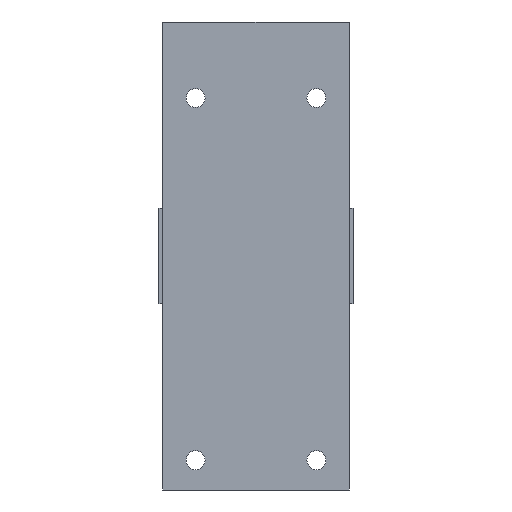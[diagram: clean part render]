
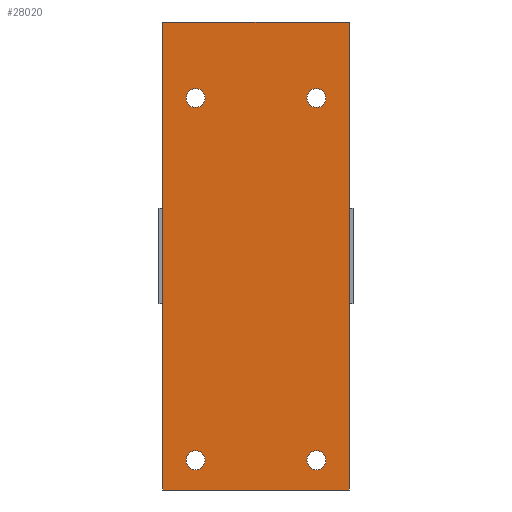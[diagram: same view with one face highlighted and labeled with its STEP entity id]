
A CAD part, front view. The second image highlights one B-rep face of the part: STEP entity #28020.
In plain terms, the highlighted planar face has unit normal (0, -1, 0).
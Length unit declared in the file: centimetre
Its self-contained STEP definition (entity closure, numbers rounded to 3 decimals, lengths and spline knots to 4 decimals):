
#173 = CARTESIAN_POINT ( 'NONE',  ( 1.47, -0.3, 0. ) ) ;
#307 = CIRCLE ( 'NONE', #20097, 0.15 ) ;
#845 = EDGE_CURVE ( 'NONE', #8658, #20134, #25186, .T. ) ;
#867 = CARTESIAN_POINT ( 'NONE',  ( 1.47, -0.3, 3.6925 ) ) ;
#1416 = CIRCLE ( 'NONE', #24669, 0.15 ) ;
#2596 = EDGE_CURVE ( 'NONE', #19029, #6169, #34594, .T. ) ;
#2602 = AXIS2_PLACEMENT_3D ( 'NONE', #23776, #9935, #4801 ) ;
#3027 = CARTESIAN_POINT ( 'NONE',  ( 0.9525, -0.3, -3.0725 ) ) ;
#3062 = EDGE_CURVE ( 'NONE', #17900, #20037, #307, .T. ) ;
#3076 = CARTESIAN_POINT ( 'NONE',  ( -1.47, -0.3, -3.6925 ) ) ;
#3275 = DIRECTION ( 'NONE',  ( 0., 0., -1. ) ) ;
#3530 = EDGE_CURVE ( 'NONE', #20134, #8658, #7025, .T. ) ;
#3676 = DIRECTION ( 'NONE',  ( 0., 1., 0. ) ) ;
#3723 = DIRECTION ( 'NONE',  ( 0., 1., 0. ) ) ;
#4000 = DIRECTION ( 'NONE',  ( -1., 0., 0. ) ) ;
#4096 = DIRECTION ( 'NONE',  ( 0., 0., 1. ) ) ;
#4455 = FACE_BOUND ( 'NONE', #30748, .T. ) ;
#4518 = ORIENTED_EDGE ( 'NONE', *, *, #24656, .F. ) ;
#4801 = DIRECTION ( 'NONE',  ( 0., 0., 1. ) ) ;
#5683 = DIRECTION ( 'NONE',  ( 0., 0., 1. ) ) ;
#6169 = VERTEX_POINT ( 'NONE', #6913 ) ;
#6176 = LINE ( 'NONE', #173, #14068 ) ;
#6215 = CARTESIAN_POINT ( 'NONE',  ( -1.47, -0.3, 0. ) ) ;
#6766 = EDGE_CURVE ( 'NONE', #34947, #18028, #12973, .T. ) ;
#6904 = CARTESIAN_POINT ( 'NONE',  ( 0., -0.3, 3.6925 ) ) ;
#6913 = CARTESIAN_POINT ( 'NONE',  ( 0.9525, -0.3, -3.3725 ) ) ;
#7025 = CIRCLE ( 'NONE', #27386, 0.15 ) ;
#7055 = DIRECTION ( 'NONE',  ( 0., 0., 1. ) ) ;
#7312 = EDGE_LOOP ( 'NONE', ( #7481, #7345, #16272, #4518 ) ) ;
#7325 = DIRECTION ( 'NONE',  ( 0., 0., 1. ) ) ;
#7345 = ORIENTED_EDGE ( 'NONE', *, *, #14340, .T. ) ;
#7481 = ORIENTED_EDGE ( 'NONE', *, *, #23445, .T. ) ;
#7779 = VECTOR ( 'NONE', #16789, 100. ) ;
#8144 = EDGE_CURVE ( 'NONE', #6169, #19029, #1416, .T. ) ;
#8353 = CARTESIAN_POINT ( 'NONE',  ( -0.9525, -0.3, 2.3425 ) ) ;
#8400 = ORIENTED_EDGE ( 'NONE', *, *, #845, .T. ) ;
#8616 = DIRECTION ( 'NONE',  ( 0., 1., 0. ) ) ;
#8658 = VERTEX_POINT ( 'NONE', #15583 ) ;
#8787 = CIRCLE ( 'NONE', #34933, 0.15 ) ;
#8789 = ORIENTED_EDGE ( 'NONE', *, *, #25469, .T. ) ;
#9084 = DIRECTION ( 'NONE',  ( 0., 0., 1. ) ) ;
#9935 = DIRECTION ( 'NONE',  ( 0., 1., 0. ) ) ;
#10202 = CARTESIAN_POINT ( 'NONE',  ( 0., -0.3, -3.6925 ) ) ;
#10560 = VECTOR ( 'NONE', #4000, 100. ) ;
#11163 = EDGE_LOOP ( 'NONE', ( #23188, #22451 ) ) ;
#11995 = DIRECTION ( 'NONE',  ( 0., 1., 0. ) ) ;
#12490 = FACE_OUTER_BOUND ( 'NONE', #7312, .T. ) ;
#12669 = FACE_BOUND ( 'NONE', #31343, .T. ) ;
#12973 = CIRCLE ( 'NONE', #28675, 0.15 ) ;
#14068 = VECTOR ( 'NONE', #3275, 100. ) ;
#14153 = AXIS2_PLACEMENT_3D ( 'NONE', #31596, #3723, #18094 ) ;
#14340 = EDGE_CURVE ( 'NONE', #32969, #22462, #30998, .T. ) ;
#15170 = ORIENTED_EDGE ( 'NONE', *, *, #6766, .T. ) ;
#15583 = CARTESIAN_POINT ( 'NONE',  ( -0.9525, -0.3, -3.0725 ) ) ;
#15756 = AXIS2_PLACEMENT_3D ( 'NONE', #21723, #8616, #5683 ) ;
#16272 = ORIENTED_EDGE ( 'NONE', *, *, #27572, .F. ) ;
#16346 = CIRCLE ( 'NONE', #15756, 0.15 ) ;
#16789 = DIRECTION ( 'NONE',  ( 0., 0., -1. ) ) ;
#17900 = VERTEX_POINT ( 'NONE', #26400 ) ;
#17951 = FACE_BOUND ( 'NONE', #11163, .T. ) ;
#18028 = VERTEX_POINT ( 'NONE', #8353 ) ;
#18094 = DIRECTION ( 'NONE',  ( 0., 0., 1. ) ) ;
#18651 = FACE_BOUND ( 'NONE', #24384, .T. ) ;
#18835 = CARTESIAN_POINT ( 'NONE',  ( 0.9525, -0.3, 2.6425 ) ) ;
#19029 = VERTEX_POINT ( 'NONE', #3027 ) ;
#20037 = VERTEX_POINT ( 'NONE', #18835 ) ;
#20097 = AXIS2_PLACEMENT_3D ( 'NONE', #29592, #32671, #4096 ) ;
#20134 = VERTEX_POINT ( 'NONE', #33043 ) ;
#21113 = LINE ( 'NONE', #10202, #27032 ) ;
#21723 = CARTESIAN_POINT ( 'NONE',  ( 0.9525, -0.3, 2.4925 ) ) ;
#22267 = DIRECTION ( 'NONE',  ( 0., 1., 0. ) ) ;
#22410 = ORIENTED_EDGE ( 'NONE', *, *, #3530, .T. ) ;
#22451 = ORIENTED_EDGE ( 'NONE', *, *, #8144, .T. ) ;
#22462 = VERTEX_POINT ( 'NONE', #3076 ) ;
#22723 = VERTEX_POINT ( 'NONE', #28172 ) ;
#23188 = ORIENTED_EDGE ( 'NONE', *, *, #2596, .T. ) ;
#23445 = EDGE_CURVE ( 'NONE', #25938, #32969, #26042, .T. ) ;
#23776 = CARTESIAN_POINT ( 'NONE',  ( 0., -0.3, 0. ) ) ;
#23823 = CARTESIAN_POINT ( 'NONE',  ( 0.9525, -0.3, -3.2225 ) ) ;
#24384 = EDGE_LOOP ( 'NONE', ( #25013, #30806 ) ) ;
#24656 = EDGE_CURVE ( 'NONE', #25938, #22723, #6176, .T. ) ;
#24669 = AXIS2_PLACEMENT_3D ( 'NONE', #23823, #32020, #7055 ) ;
#25013 = ORIENTED_EDGE ( 'NONE', *, *, #25477, .T. ) ;
#25186 = CIRCLE ( 'NONE', #14153, 0.15 ) ;
#25469 = EDGE_CURVE ( 'NONE', #18028, #34947, #8787, .T. ) ;
#25477 = EDGE_CURVE ( 'NONE', #20037, #17900, #16346, .T. ) ;
#25829 = CARTESIAN_POINT ( 'NONE',  ( 0.9525, -0.3, -3.2225 ) ) ;
#25938 = VERTEX_POINT ( 'NONE', #867 ) ;
#26042 = LINE ( 'NONE', #6904, #10560 ) ;
#26400 = CARTESIAN_POINT ( 'NONE',  ( 0.9525, -0.3, 2.3425 ) ) ;
#27032 = VECTOR ( 'NONE', #30042, 100. ) ;
#27386 = AXIS2_PLACEMENT_3D ( 'NONE', #34457, #3676, #33897 ) ;
#27572 = EDGE_CURVE ( 'NONE', #22723, #22462, #21113, .T. ) ;
#27619 = AXIS2_PLACEMENT_3D ( 'NONE', #25829, #11995, #9084 ) ;
#28020 = ADVANCED_FACE ( 'NONE', ( #18651, #4455, #12669, #17951, #12490 ), #29771, .F. ) ;
#28172 = CARTESIAN_POINT ( 'NONE',  ( 1.47, -0.3, -3.6925 ) ) ;
#28675 = AXIS2_PLACEMENT_3D ( 'NONE', #35004, #32098, #7325 ) ;
#29592 = CARTESIAN_POINT ( 'NONE',  ( 0.9525, -0.3, 2.4925 ) ) ;
#29771 = PLANE ( 'NONE',  #2602 ) ;
#30042 = DIRECTION ( 'NONE',  ( -1., 0., 0. ) ) ;
#30748 = EDGE_LOOP ( 'NONE', ( #15170, #8789 ) ) ;
#30806 = ORIENTED_EDGE ( 'NONE', *, *, #3062, .T. ) ;
#30998 = LINE ( 'NONE', #6215, #7779 ) ;
#31343 = EDGE_LOOP ( 'NONE', ( #8400, #22410 ) ) ;
#31596 = CARTESIAN_POINT ( 'NONE',  ( -0.9525, -0.3, -3.2225 ) ) ;
#32020 = DIRECTION ( 'NONE',  ( 0., 1., 0. ) ) ;
#32098 = DIRECTION ( 'NONE',  ( 0., 1., 0. ) ) ;
#32671 = DIRECTION ( 'NONE',  ( 0., 1., 0. ) ) ;
#32969 = VERTEX_POINT ( 'NONE', #33250 ) ;
#33017 = CARTESIAN_POINT ( 'NONE',  ( -0.9525, -0.3, 2.4925 ) ) ;
#33043 = CARTESIAN_POINT ( 'NONE',  ( -0.9525, -0.3, -3.3725 ) ) ;
#33250 = CARTESIAN_POINT ( 'NONE',  ( -1.47, -0.3, 3.6925 ) ) ;
#33371 = DIRECTION ( 'NONE',  ( 0., 0., 1. ) ) ;
#33897 = DIRECTION ( 'NONE',  ( 0., 0., 1. ) ) ;
#34457 = CARTESIAN_POINT ( 'NONE',  ( -0.9525, -0.3, -3.2225 ) ) ;
#34594 = CIRCLE ( 'NONE', #27619, 0.15 ) ;
#34889 = CARTESIAN_POINT ( 'NONE',  ( -0.9525, -0.3, 2.6425 ) ) ;
#34933 = AXIS2_PLACEMENT_3D ( 'NONE', #33017, #22267, #33371 ) ;
#34947 = VERTEX_POINT ( 'NONE', #34889 ) ;
#35004 = CARTESIAN_POINT ( 'NONE',  ( -0.9525, -0.3, 2.4925 ) ) ;
